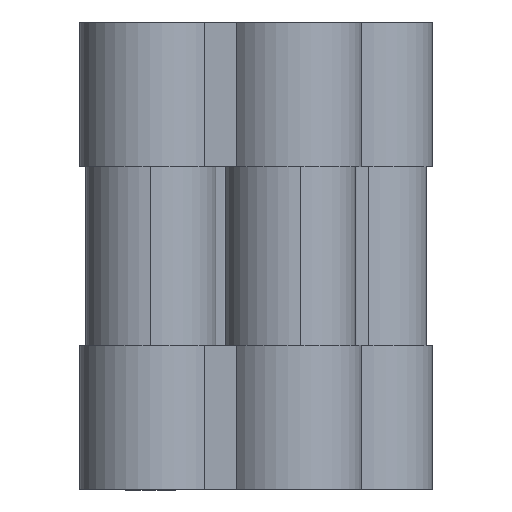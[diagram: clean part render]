
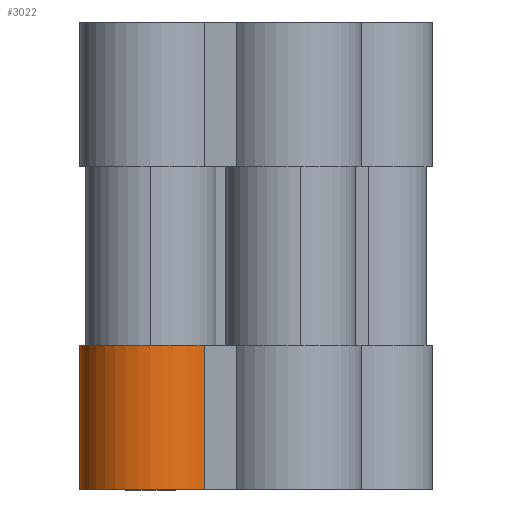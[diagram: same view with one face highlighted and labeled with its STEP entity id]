
A CAD part, front view. The second image highlights one B-rep face of the part: STEP entity #3022.
In plain terms, the highlighted cylindrical face has radius 10 mm (diameter 20 mm), a partial arc.
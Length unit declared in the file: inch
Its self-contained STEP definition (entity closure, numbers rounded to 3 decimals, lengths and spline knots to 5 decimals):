
#6 = AXIS2_PLACEMENT_3D ( 'NONE', #1254, #2566, #478 ) ;
#35 = CARTESIAN_POINT ( 'NONE',  ( 0.29919, -0.25591, 0.79921 ) ) ;
#160 = VERTEX_POINT ( 'NONE', #1647 ) ;
#478 = DIRECTION ( 'NONE',  ( 1., 0., 0. ) ) ;
#660 = EDGE_CURVE ( 'NONE', #160, #1173, #900, .T. ) ;
#846 = VERTEX_POINT ( 'NONE', #1636 ) ;
#900 = CIRCLE ( 'NONE', #6, 0.3937 ) ;
#917 = DIRECTION ( 'NONE',  ( 0., 0., -1. ) ) ;
#1000 = CARTESIAN_POINT ( 'NONE',  ( -0.3937, 0., 0.79921 ) ) ;
#1095 = DIRECTION ( 'NONE',  ( 0., 0., -1. ) ) ;
#1099 = DIRECTION ( 'NONE',  ( 0., 0., 1. ) ) ;
#1173 = VERTEX_POINT ( 'NONE', #35 ) ;
#1229 = VERTEX_POINT ( 'NONE', #3227 ) ;
#1254 = CARTESIAN_POINT ( 'NONE',  ( 0., 0., 0.79921 ) ) ;
#1293 = ORIENTED_EDGE ( 'NONE', *, *, #3284, .T. ) ;
#1353 = CARTESIAN_POINT ( 'NONE',  ( 0.29919, -0.25591, 0.79921 ) ) ;
#1359 = CARTESIAN_POINT ( 'NONE',  ( 0., 0., 0.79921 ) ) ;
#1363 = CARTESIAN_POINT ( 'NONE',  ( 0., 0., 0. ) ) ;
#1373 = DIRECTION ( 'NONE',  ( -1., 0., 0. ) ) ;
#1442 = LINE ( 'NONE', #1000, #1935 ) ;
#1494 = AXIS2_PLACEMENT_3D ( 'NONE', #1359, #1095, #1373 ) ;
#1636 = CARTESIAN_POINT ( 'NONE',  ( -0.3937, 0., 0. ) ) ;
#1641 = DIRECTION ( 'NONE',  ( 0., 0., -1. ) ) ;
#1647 = CARTESIAN_POINT ( 'NONE',  ( -0.3937, 0., 0.79921 ) ) ;
#1659 = AXIS2_PLACEMENT_3D ( 'NONE', #1363, #1099, #2156 ) ;
#1677 = EDGE_CURVE ( 'NONE', #1173, #1229, #2779, .T. ) ;
#1935 = VECTOR ( 'NONE', #917, 39.37008 ) ;
#2148 = ORIENTED_EDGE ( 'NONE', *, *, #2689, .T. ) ;
#2156 = DIRECTION ( 'NONE',  ( 1., 0., 0. ) ) ;
#2363 = EDGE_LOOP ( 'NONE', ( #3445, #1293, #2148, #3215 ) ) ;
#2549 = CIRCLE ( 'NONE', #1659, 0.3937 ) ;
#2566 = DIRECTION ( 'NONE',  ( 0., 0., 1. ) ) ;
#2648 = FACE_OUTER_BOUND ( 'NONE', #2363, .T. ) ;
#2689 = EDGE_CURVE ( 'NONE', #846, #1229, #2549, .T. ) ;
#2779 = LINE ( 'NONE', #1353, #2812 ) ;
#2812 = VECTOR ( 'NONE', #1641, 39.37008 ) ;
#3022 = ADVANCED_FACE ( 'NONE', ( #2648 ), #3198, .T. ) ;
#3198 = CYLINDRICAL_SURFACE ( 'NONE', #1494, 0.3937 ) ;
#3215 = ORIENTED_EDGE ( 'NONE', *, *, #1677, .F. ) ;
#3227 = CARTESIAN_POINT ( 'NONE',  ( 0.29919, -0.25591, 0. ) ) ;
#3284 = EDGE_CURVE ( 'NONE', #160, #846, #1442, .T. ) ;
#3445 = ORIENTED_EDGE ( 'NONE', *, *, #660, .F. ) ;
